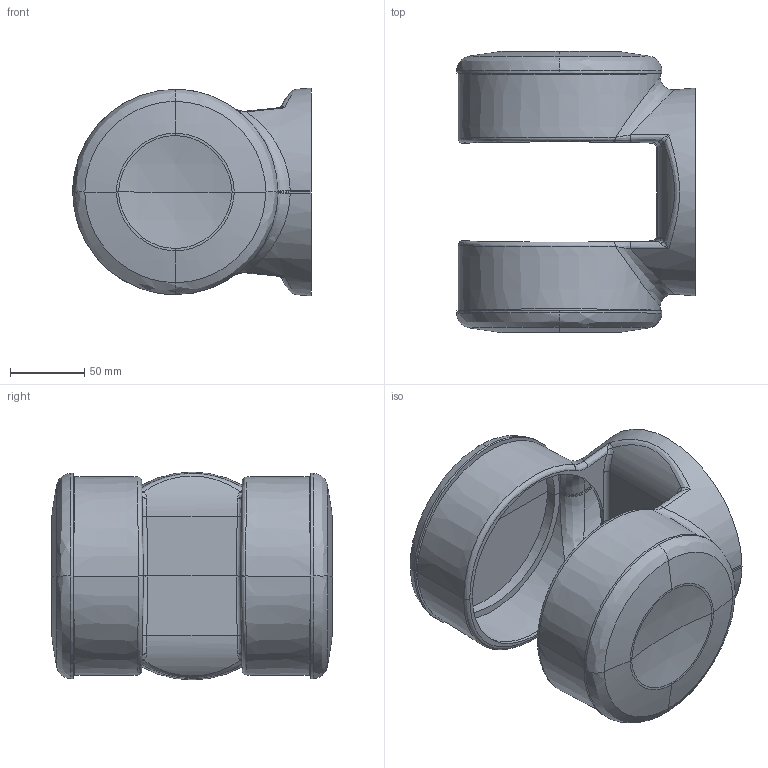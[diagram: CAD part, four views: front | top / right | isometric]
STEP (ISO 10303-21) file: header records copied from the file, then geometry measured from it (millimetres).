
FILE_DESCRIPTION (( 'STEP AP203' ), '1' );
FILE_NAME ('E1.STEP', '2014-09-30T14:19:39', ( '' ), ( '' ), 'SwSTEP 2.0', 'SolidWorks 2013', '' );
FILE_SCHEMA (( 'CONFIG_CONTROL_DESIGN' ));
Length unit declared in the file: millimetre
Products named in the file (1): E1
Bounding box: 160.79 x 189.36 x 140 mm (x, y, z)
Surface area: 186812.5 mm2 (no closed solid volume)
Topology: 0 solids, 4 shells, 181 faces, 485 edges, 296 vertices
Faces by surface type: bspline 104, plane 42, cylinder 20, cone 11, sphere 4
Entity records: 20313 total; most frequent: CARTESIAN_POINT 16879, ORIENTED_EDGE 830, EDGE_CURVE 477, DIRECTION 415, VERTEX_POINT 296, B_SPLINE_CURVE_WITH_KNOTS 224, EDGE_LOOP 183, ADVANCED_FACE 181
